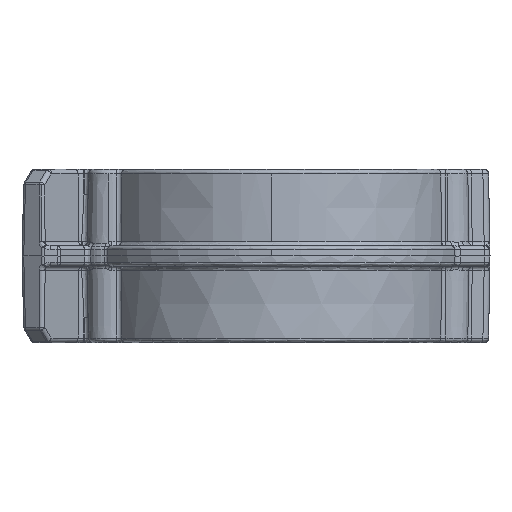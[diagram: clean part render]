
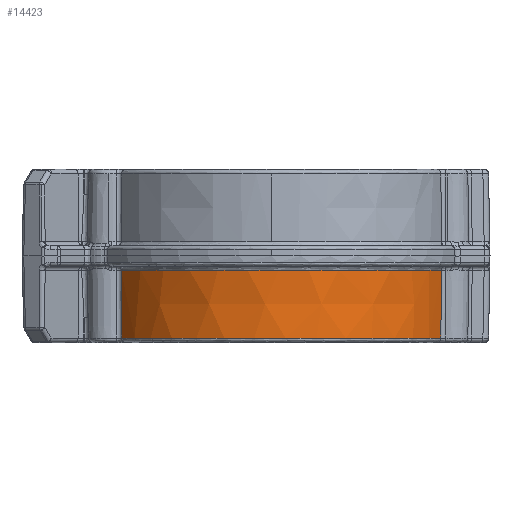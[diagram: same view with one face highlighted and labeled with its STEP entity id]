
A CAD part, left-side view. The second image highlights one B-rep face of the part: STEP entity #14423.
In plain terms, the highlighted conical face has half-angle 1 degrees and reference radius 13.232 mm.
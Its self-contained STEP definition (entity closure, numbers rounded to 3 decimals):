
#84 = B_SPLINE_CURVE_WITH_KNOTS ( 'NONE', 3,
 ( #33004, #6542, #4332, #17716 ),
 .UNSPECIFIED., .F., .F.,
 ( 4, 4 ),
 ( 0., 1. ),
 .UNSPECIFIED. ) ;
#682 = CARTESIAN_POINT ( 'NONE',  ( -14.686, -12.466, -1.045 ) ) ;
#1457 = CARTESIAN_POINT ( 'NONE',  ( -14.686, -12.466, -1.045 ) ) ;
#2833 = DIRECTION ( 'NONE',  ( 1., 0., 0. ) ) ;
#2989 = AXIS2_PLACEMENT_3D ( 'NONE', #21530, #8169, #2833 ) ;
#3282 = ORIENTED_EDGE ( 'NONE', *, *, #13455, .F. ) ;
#3924 = CARTESIAN_POINT ( 'NONE',  ( -14.595, -12.406, -6.006 ) ) ;
#4332 = CARTESIAN_POINT ( 'NONE',  ( -17.539, 10.974, -4.352 ) ) ;
#5853 = VERTEX_POINT ( 'NONE', #8663 ) ;
#5922 = CARTESIAN_POINT ( 'NONE',  ( -14.595, -12.406, -6.006 ) ) ;
#6441 = EDGE_CURVE ( 'NONE', #18260, #5853, #27516, .T. ) ;
#6542 = CARTESIAN_POINT ( 'NONE',  ( -17.574, 10.985, -2.699 ) ) ;
#7504 = VERTEX_POINT ( 'NONE', #14517 ) ;
#8169 = DIRECTION ( 'NONE',  ( 0., 0., 1. ) ) ;
#8663 = CARTESIAN_POINT ( 'NONE',  ( -17.609, 10.997, -1.045 ) ) ;
#9860 = ORIENTED_EDGE ( 'NONE', *, *, #20173, .T. ) ;
#10631 = CARTESIAN_POINT ( 'NONE',  ( -14.595, -12.406, -6.006 ) ) ;
#12142 = CONICAL_SURFACE ( 'NONE', #2989, 13.232, 0.017 ) ;
#13455 = EDGE_CURVE ( 'NONE', #32786, #7504, #14416, .T. ) ;
#14416 =( BOUNDED_CURVE ( )  B_SPLINE_CURVE ( 3, ( #10631, #29148, #20733, #15966 ),
 .UNSPECIFIED., .F., .F. ) 
 B_SPLINE_CURVE_WITH_KNOTS ( ( 4, 4 ),
 ( 0., 1. ),
 .UNSPECIFIED. ) 
 CURVE ( )  GEOMETRIC_REPRESENTATION_ITEM ( )  RATIONAL_B_SPLINE_CURVE ( ( 1., 0.63, 0.63, 1. ) ) 
 REPRESENTATION_ITEM ( '' )  );
#14423 = ADVANCED_FACE ( 'NONE', ( #25862 ), #12142, .T. ) ;
#14517 = CARTESIAN_POINT ( 'NONE',  ( -17.504, 10.962, -6.006 ) ) ;
#15436 = ORIENTED_EDGE ( 'NONE', *, *, #31127, .T. ) ;
#15966 = CARTESIAN_POINT ( 'NONE',  ( -17.504, 10.962, -6.006 ) ) ;
#17716 = CARTESIAN_POINT ( 'NONE',  ( -17.504, 10.962, -6.006 ) ) ;
#18260 = VERTEX_POINT ( 'NONE', #682 ) ;
#20173 = EDGE_CURVE ( 'NONE', #32786, #18260, #23100, .T. ) ;
#20733 = CARTESIAN_POINT ( 'NONE',  ( -27.9, 4.083, -6.006 ) ) ;
#21530 = CARTESIAN_POINT ( 'NONE',  ( -10.25, 0., -1.045 ) ) ;
#23100 = B_SPLINE_CURVE_WITH_KNOTS ( 'NONE', 3,
 ( #5922, #24642, #30475, #1457 ),
 .UNSPECIFIED., .F., .F.,
 ( 4, 4 ),
 ( 0., 1. ),
 .UNSPECIFIED. ) ;
#24642 = CARTESIAN_POINT ( 'NONE',  ( -14.625, -12.426, -4.352 ) ) ;
#25862 = FACE_OUTER_BOUND ( 'NONE', #32550, .T. ) ;
#27516 = CIRCLE ( 'NONE', #32280, 13.232 ) ;
#29148 = CARTESIAN_POINT ( 'NONE',  ( -26.359, -8.287, -6.006 ) ) ;
#29887 = DIRECTION ( 'NONE',  ( 0., 0., -1. ) ) ;
#30234 = CARTESIAN_POINT ( 'NONE',  ( -10.25, 0., -1.045 ) ) ;
#30475 = CARTESIAN_POINT ( 'NONE',  ( -14.655, -12.446, -2.699 ) ) ;
#31127 = EDGE_CURVE ( 'NONE', #5853, #7504, #84, .T. ) ;
#32118 = ORIENTED_EDGE ( 'NONE', *, *, #6441, .T. ) ;
#32280 = AXIS2_PLACEMENT_3D ( 'NONE', #30234, #29887, #32605 ) ;
#32550 = EDGE_LOOP ( 'NONE', ( #15436, #3282, #9860, #32118 ) ) ;
#32605 = DIRECTION ( 'NONE',  ( 1., 0., 0. ) ) ;
#32786 = VERTEX_POINT ( 'NONE', #3924 ) ;
#33004 = CARTESIAN_POINT ( 'NONE',  ( -17.609, 10.997, -1.045 ) ) ;
